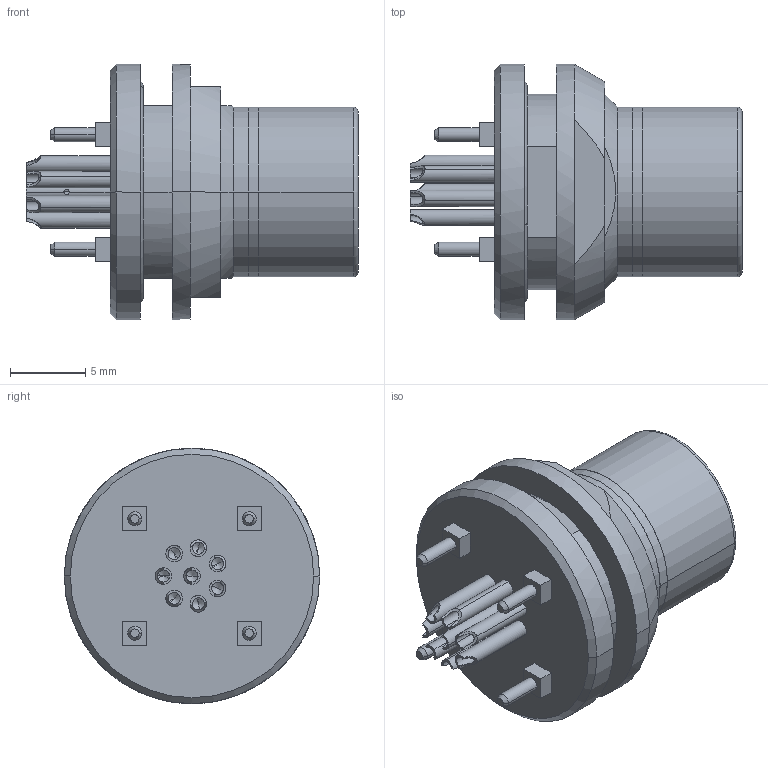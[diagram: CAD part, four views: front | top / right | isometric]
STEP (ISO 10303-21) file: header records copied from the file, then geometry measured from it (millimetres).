
FILE_DESCRIPTION(('STEP AP242'),'1');
FILE_NAME('hen_1f_308_xllp.stp','2023-12-01T15:03:09',('TraceParts'),('TraceParts S.A.'),'Spatial InterOp 3D',' ',' ');
FILE_SCHEMA(('AP242_MANAGED_MODEL_BASED_3D_ENGINEERING_MIM_LF {1 0 10303 442 1 1 4}'));
Length unit declared in the file: millimetre
Products named in the file (1): hen_1f_308_xllp_1
Bounding box: 22.1 x 17 x 17 mm (x, y, z)
Volume: 2353.6 mm3; surface area: 1946.9 mm2
Topology: 2 solids, 2 shells, 178 faces, 470 edges, 286 vertices
Faces by surface type: cylinder 84, plane 50, cone 36, torus 8
Entity records: 7644 total; most frequent: CARTESIAN_POINT 2040, DIRECTION 908, ORIENTED_EDGE 908, EDGE_CURVE 454, AXIS2_PLACEMENT_3D 354, VERTEX_POINT 286, EDGE_LOOP 202, LINE 200
